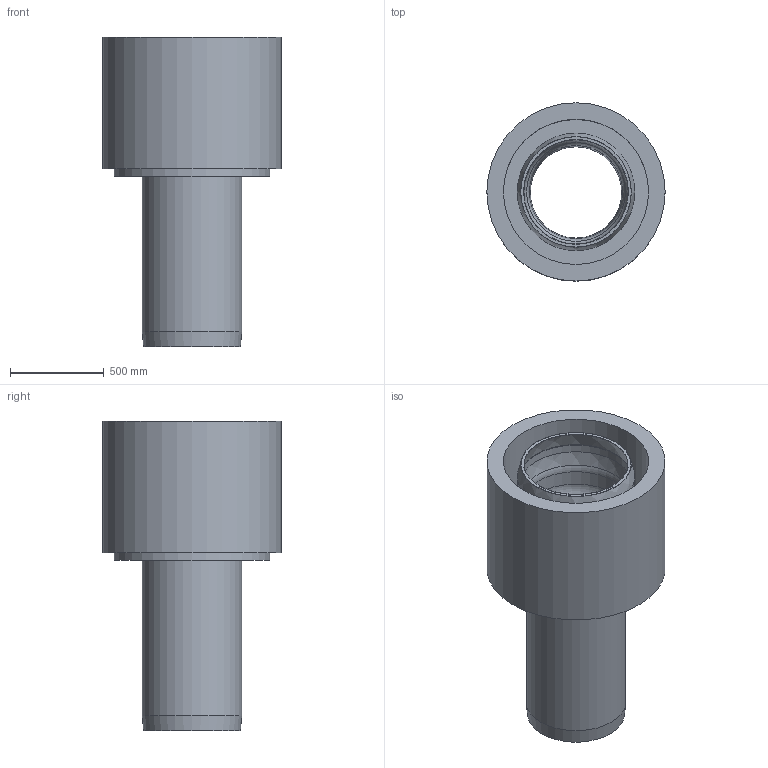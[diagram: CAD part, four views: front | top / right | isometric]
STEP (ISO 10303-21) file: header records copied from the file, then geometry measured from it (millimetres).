
FILE_DESCRIPTION(/* description */ (''),/* implementation_level */ '2;1');
FILE_NAME(/* name */ '86255.050X_3D.stp',/* time_stamp */ '2024-12-12T09:52:12+01:00',/* author */ ('CAD'),/* organization */ (''),/* preprocessor_version */ 'ST-DEVELOPER v20',/* originating_system */ 'AutoCAD Mechanical',/* authorisation */ '');
FILE_SCHEMA (('AUTOMOTIVE_DESIGN { 1 0 10303 214 3 1 1 }'));
Length unit declared in the file: centimetre
Products named in the file (2): Product; *S0
Assembly tree (1 placements, depth 2):
  Product
    *S0
Bounding box: 950 x 950 x 1650 mm (x, y, z)
Volume: 220481157.2 mm3; surface area: 10601292.9 mm2
Topology: 3 solids, 3 shells, 32 faces, 72 edges, 46 vertices
Faces by surface type: cylinder 10, torus 8, plane 6, cone 4, bspline 4
Full cylindrical faces by diameter (mm): 500 x1, 530 x1, 540 x1, 556 x1, 586 x1, 596 x1, 626 x1, 774 x1, 830 x1, 950 x1
Entity records: 1075 total; most frequent: CARTESIAN_POINT 257, DIRECTION 192, ORIENTED_EDGE 144, AXIS2_PLACEMENT_3D 89, EDGE_CURVE 72, CIRCLE 58, VERTEX_POINT 46, EDGE_LOOP 38
